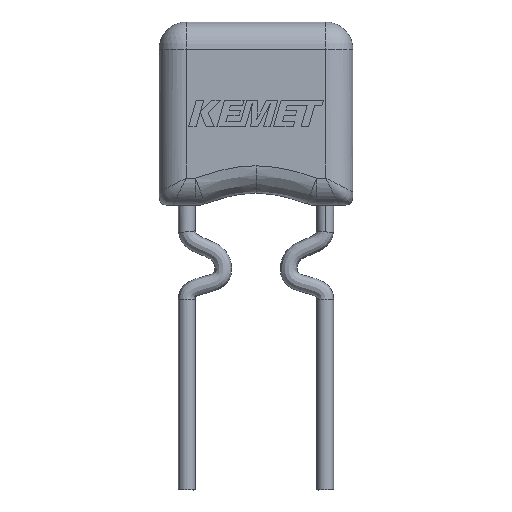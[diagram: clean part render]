
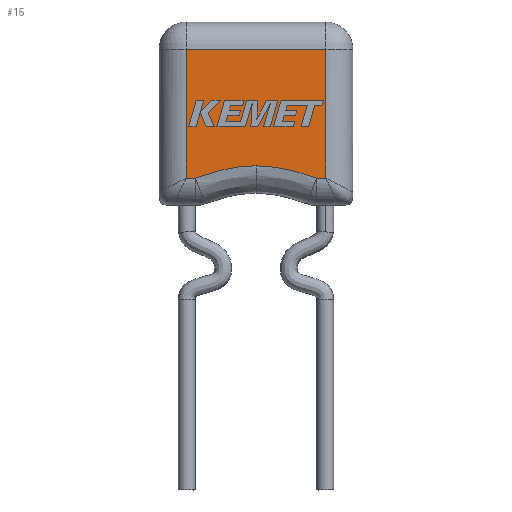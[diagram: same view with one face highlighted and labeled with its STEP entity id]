
A CAD part, top view. The second image highlights one B-rep face of the part: STEP entity #15.
In plain terms, the highlighted planar face has unit normal (0, 0, 1).
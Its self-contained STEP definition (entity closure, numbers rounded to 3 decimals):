
#15 = ADVANCED_FACE ( 'NONE', ( #7138 ), #2265, .F. ) ;
#82 = CARTESIAN_POINT ( 'NONE',  ( 5.42, 1.133, 4.07 ) ) ;
#122 = CARTESIAN_POINT ( 'NONE',  ( 5.776, 1., 4.07 ) ) ;
#129 = CARTESIAN_POINT ( 'NONE',  ( 4.314, 1.404, 4.07 ) ) ;
#177 = LINE ( 'NONE', #2868, #2008 ) ;
#429 = VERTEX_POINT ( 'NONE', #4159 ) ;
#630 = CARTESIAN_POINT ( 'NONE',  ( 3.175, 1.451, 4.07 ) ) ;
#836 = EDGE_CURVE ( 'NONE', #3754, #429, #177, .T. ) ;
#1012 = VERTEX_POINT ( 'NONE', #1363 ) ;
#1058 = VERTEX_POINT ( 'NONE', #122 ) ;
#1363 = CARTESIAN_POINT ( 'NONE',  ( 1., 5.726, 4.07 ) ) ;
#1582 = CARTESIAN_POINT ( 'NONE',  ( 6.11, 1., 4.07 ) ) ;
#1650 = EDGE_LOOP ( 'NONE', ( #6442, #5856, #1985, #5010, #4847, #6900, #6709 ) ) ;
#1774 = CARTESIAN_POINT ( 'NONE',  ( 3.555, 1.451, 4.07 ) ) ;
#1984 = B_SPLINE_CURVE_WITH_KNOTS ( 'NONE', 3,
 ( #6657, #3106, #129, #5370, #82, #4293 ),
 .UNSPECIFIED., .F., .F.,
 ( 4, 2, 4 ),
 ( 0., 0.001, 0.002 ),
 .UNSPECIFIED. ) ;
#1985 = ORIENTED_EDGE ( 'NONE', *, *, #3144, .T. ) ;
#2008 = VECTOR ( 'NONE', #6896, 1000. ) ;
#2265 = PLANE ( 'NONE',  #5955 ) ;
#2328 = EDGE_CURVE ( 'NONE', #429, #1012, #3469, .T. ) ;
#2372 = EDGE_CURVE ( 'NONE', #6993, #4537, #6132, .T. ) ;
#2379 = CARTESIAN_POINT ( 'NONE',  ( 0., 1., 4.07 ) ) ;
#2448 = DIRECTION ( 'NONE',  ( 0., -1., 0. ) ) ;
#2455 = CARTESIAN_POINT ( 'NONE',  ( 2.796, 1.404, 4.07 ) ) ;
#2460 = EDGE_CURVE ( 'NONE', #1012, #6993, #7419, .T. ) ;
#2607 = VECTOR ( 'NONE', #2448, 1000. ) ;
#2651 = CARTESIAN_POINT ( 'NONE',  ( 1., 1., 4.07 ) ) ;
#2683 = LINE ( 'NONE', #6446, #3143 ) ;
#2868 = CARTESIAN_POINT ( 'NONE',  ( 6.11, 0., 4.07 ) ) ;
#3071 = CARTESIAN_POINT ( 'NONE',  ( 3.555, 1.451, 4.07 ) ) ;
#3106 = CARTESIAN_POINT ( 'NONE',  ( 3.935, 1.451, 4.07 ) ) ;
#3111 = B_SPLINE_CURVE_WITH_KNOTS ( 'NONE', 3,
 ( #4814, #6621, #5975, #2455, #630, #3071 ),
 .UNSPECIFIED., .F., .F.,
 ( 4, 2, 4 ),
 ( 0., 0.001, 0.002 ),
 .UNSPECIFIED. ) ;
#3143 = VECTOR ( 'NONE', #7556, 1000. ) ;
#3144 = EDGE_CURVE ( 'NONE', #1058, #3754, #2683, .T. ) ;
#3362 = VECTOR ( 'NONE', #6522, 1000. ) ;
#3469 = LINE ( 'NONE', #6022, #7636 ) ;
#3754 = VERTEX_POINT ( 'NONE', #1582 ) ;
#4159 = CARTESIAN_POINT ( 'NONE',  ( 6.11, 5.726, 4.07 ) ) ;
#4265 = CARTESIAN_POINT ( 'NONE',  ( 1.334, 1., 4.07 ) ) ;
#4293 = CARTESIAN_POINT ( 'NONE',  ( 5.776, 1., 4.07 ) ) ;
#4537 = VERTEX_POINT ( 'NONE', #4265 ) ;
#4814 = CARTESIAN_POINT ( 'NONE',  ( 1.334, 1., 4.07 ) ) ;
#4816 = DIRECTION ( 'NONE',  ( -1., 0., 0. ) ) ;
#4847 = ORIENTED_EDGE ( 'NONE', *, *, #2328, .T. ) ;
#4857 = CARTESIAN_POINT ( 'NONE',  ( 1., 0., 4.07 ) ) ;
#5010 = ORIENTED_EDGE ( 'NONE', *, *, #836, .T. ) ;
#5155 = DIRECTION ( 'NONE',  ( -1., 0., 0. ) ) ;
#5209 = DIRECTION ( 'NONE',  ( 0., 0., -1. ) ) ;
#5370 = CARTESIAN_POINT ( 'NONE',  ( 5.056, 1.245, 4.07 ) ) ;
#5856 = ORIENTED_EDGE ( 'NONE', *, *, #6811, .T. ) ;
#5955 = AXIS2_PLACEMENT_3D ( 'NONE', #7486, #5209, #5155 ) ;
#5975 = CARTESIAN_POINT ( 'NONE',  ( 2.054, 1.245, 4.07 ) ) ;
#6022 = CARTESIAN_POINT ( 'NONE',  ( 0., 5.726, 4.07 ) ) ;
#6066 = VERTEX_POINT ( 'NONE', #1774 ) ;
#6132 = LINE ( 'NONE', #2379, #3362 ) ;
#6442 = ORIENTED_EDGE ( 'NONE', *, *, #7311, .T. ) ;
#6446 = CARTESIAN_POINT ( 'NONE',  ( 0., 1., 4.07 ) ) ;
#6522 = DIRECTION ( 'NONE',  ( 1., 0., 0. ) ) ;
#6621 = CARTESIAN_POINT ( 'NONE',  ( 1.69, 1.133, 4.07 ) ) ;
#6657 = CARTESIAN_POINT ( 'NONE',  ( 3.555, 1.451, 4.07 ) ) ;
#6709 = ORIENTED_EDGE ( 'NONE', *, *, #2372, .T. ) ;
#6811 = EDGE_CURVE ( 'NONE', #6066, #1058, #1984, .T. ) ;
#6896 = DIRECTION ( 'NONE',  ( 0., 1., 0. ) ) ;
#6900 = ORIENTED_EDGE ( 'NONE', *, *, #2460, .T. ) ;
#6993 = VERTEX_POINT ( 'NONE', #2651 ) ;
#7138 = FACE_OUTER_BOUND ( 'NONE', #1650, .T. ) ;
#7311 = EDGE_CURVE ( 'NONE', #4537, #6066, #3111, .T. ) ;
#7419 = LINE ( 'NONE', #4857, #2607 ) ;
#7486 = CARTESIAN_POINT ( 'NONE',  ( 0., 0., 4.07 ) ) ;
#7556 = DIRECTION ( 'NONE',  ( 1., 0., 0. ) ) ;
#7636 = VECTOR ( 'NONE', #4816, 1000. ) ;
